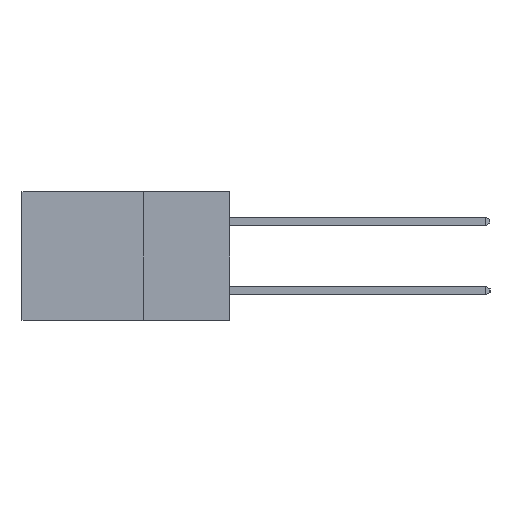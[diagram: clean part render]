
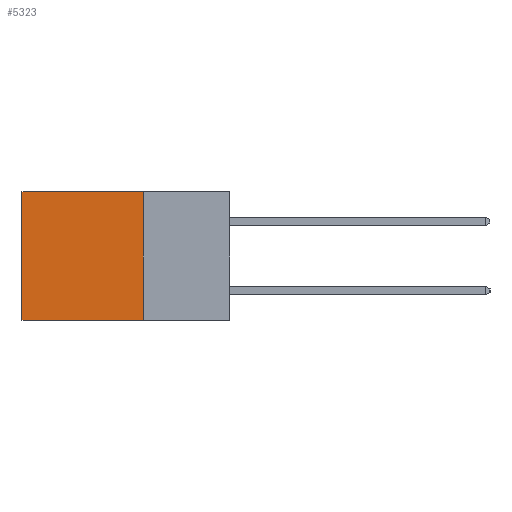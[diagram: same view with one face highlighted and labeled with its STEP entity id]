
A CAD part, left-side view. The second image highlights one B-rep face of the part: STEP entity #5323.
In plain terms, the highlighted planar face has unit normal (-1, 0, 0).
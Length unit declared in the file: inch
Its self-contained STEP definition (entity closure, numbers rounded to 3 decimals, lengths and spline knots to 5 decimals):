
#108 = ORIENTED_EDGE ( 'NONE', *, *, #777, .T. ) ;
#187 = VERTEX_POINT ( 'NONE', #5151 ) ;
#632 = CARTESIAN_POINT ( 'NONE',  ( 0.2615, 0.25, -0.37 ) ) ;
#777 = EDGE_CURVE ( 'NONE', #2280, #187, #2647, .T. ) ;
#1526 = CARTESIAN_POINT ( 'NONE',  ( 0.2615, 0.25, -0.37 ) ) ;
#1680 = DIRECTION ( 'NONE',  ( 0., 0., -1. ) ) ;
#1901 = ORIENTED_EDGE ( 'NONE', *, *, #7258, .F. ) ;
#2280 = VERTEX_POINT ( 'NONE', #8532 ) ;
#2583 = PLANE ( 'NONE',  #8343 ) ;
#2647 = LINE ( 'NONE', #7920, #4395 ) ;
#2793 = VECTOR ( 'NONE', #8474, 39.37008 ) ;
#2823 = DIRECTION ( 'NONE',  ( 0., 0., -1. ) ) ;
#3417 = EDGE_LOOP ( 'NONE', ( #108, #1901, #10200, #7206 ) ) ;
#3529 = LINE ( 'NONE', #5421, #4466 ) ;
#3635 = FACE_OUTER_BOUND ( 'NONE', #3417, .T. ) ;
#3869 = LINE ( 'NONE', #1526, #2793 ) ;
#4152 = EDGE_CURVE ( 'NONE', #6261, #2280, #3529, .T. ) ;
#4395 = VECTOR ( 'NONE', #8821, 39.37008 ) ;
#4466 = VECTOR ( 'NONE', #4808, 39.37008 ) ;
#4808 = DIRECTION ( 'NONE',  ( 0., 1., 0. ) ) ;
#5151 = CARTESIAN_POINT ( 'NONE',  ( 0.2615, 0.6, -0.37 ) ) ;
#5323 = ADVANCED_FACE ( 'NONE', ( #3635 ), #2583, .F. ) ;
#5421 = CARTESIAN_POINT ( 'NONE',  ( 0.2615, 0.25, 0. ) ) ;
#5800 = LINE ( 'NONE', #632, #6756 ) ;
#6261 = VERTEX_POINT ( 'NONE', #10590 ) ;
#6756 = VECTOR ( 'NONE', #2823, 39.37008 ) ;
#6773 = EDGE_CURVE ( 'NONE', #6261, #6821, #5800, .T. ) ;
#6821 = VERTEX_POINT ( 'NONE', #10871 ) ;
#7206 = ORIENTED_EDGE ( 'NONE', *, *, #4152, .T. ) ;
#7258 = EDGE_CURVE ( 'NONE', #6821, #187, #3869, .T. ) ;
#7876 = CARTESIAN_POINT ( 'NONE',  ( 0.2615, 0.25, -0.37 ) ) ;
#7920 = CARTESIAN_POINT ( 'NONE',  ( 0.2615, 0.6, -0.37 ) ) ;
#8343 = AXIS2_PLACEMENT_3D ( 'NONE', #7876, #8592, #1680 ) ;
#8474 = DIRECTION ( 'NONE',  ( 0., 1., 0. ) ) ;
#8532 = CARTESIAN_POINT ( 'NONE',  ( 0.2615, 0.6, 0. ) ) ;
#8592 = DIRECTION ( 'NONE',  ( 1., 0., 0. ) ) ;
#8821 = DIRECTION ( 'NONE',  ( 0., 0., -1. ) ) ;
#10200 = ORIENTED_EDGE ( 'NONE', *, *, #6773, .F. ) ;
#10590 = CARTESIAN_POINT ( 'NONE',  ( 0.2615, 0.25, 0. ) ) ;
#10871 = CARTESIAN_POINT ( 'NONE',  ( 0.2615, 0.25, -0.37 ) ) ;
